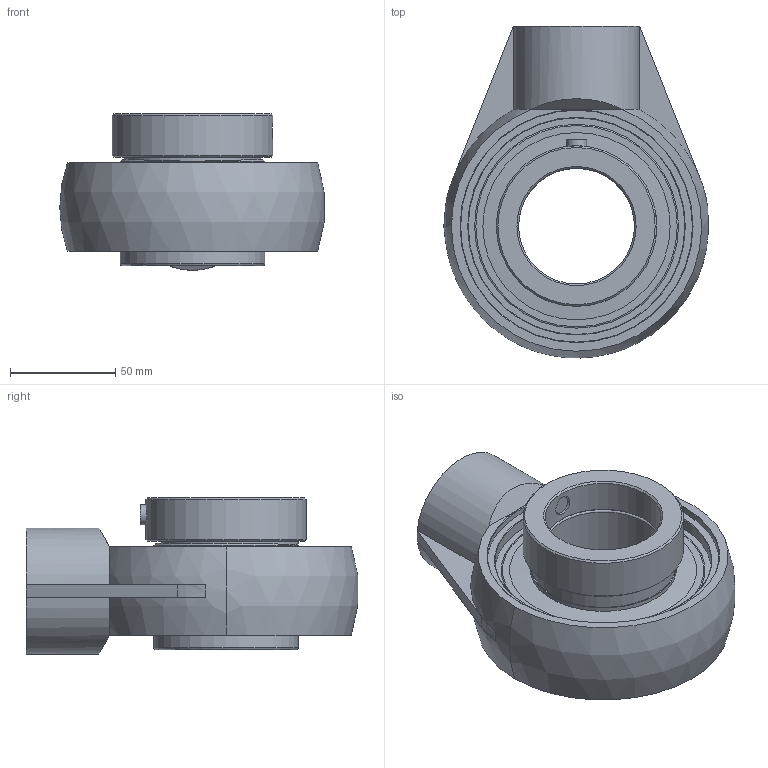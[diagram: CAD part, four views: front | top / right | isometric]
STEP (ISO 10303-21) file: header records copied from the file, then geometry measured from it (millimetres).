
FILE_DESCRIPTION(('HOOPS Exchange Step'),'2;1');
FILE_NAME('export-6FB32132-4DFB-4632-BF01-D9D54493DC85.stp','2020-05-19T16:20:38-07:00',('dkerr'),('Alibre'),'HOOPS Exchange 2020.0','Alibre','Unknown authorisation');
FILE_SCHEMA( ('AP242_MANAGED_MODEL_BASED_3D_ENGINEERING_MIM_LF {1 0 10303 442 1 1 4 }') );
Length unit declared in the file: inch
Products named in the file (8): MRN SHAM L4L 211; SHC 211 (Setscrew); SHC 211 (Ball Bearing); SHC 211 (Shield); SHC 211 (Collar); SHC 211 L4L (55mm) (Race); MRN SHC 211 L4L (55mm); MRN SHCSHAM 211 L4L (55mm)
Assembly tree (7 placements, depth 3):
  MRN SHCSHAM 211 L4L (55mm)
    MRN SHAM L4L 211
    MRN SHC 211 L4L (55mm)
      SHC 211 (Setscrew)
      SHC 211 (Ball Bearing)
      SHC 211 (Shield)
      SHC 211 (Collar)
      SHC 211 L4L (55mm) (Race)
Bounding box: 125.5 x 157.57 x 74.19 mm (x, y, z)
Volume: 408135.3 mm3; surface area: 123601.5 mm2
Topology: 17 solids, 17 shells, 114 faces, 306 edges, 209 vertices
Faces by surface type: plane 47, cylinder 28, cone 16, sphere 15, torus 8
Full cylindrical faces by diameter (mm): 9.525 x3, 31.75 x1, 55 x2, 64.973 x2, 68.58 x4, 69.596 x2, 76.2 x1, 87.884 x2, 88.9 x4, 102.825 x1, 104.825 x1, 110.1 x1
Entity records: 4617 total; most frequent: CARTESIAN_POINT 1444, DIRECTION 706, ORIENTED_EDGE 564, AXIS2_PLACEMENT_3D 305, EDGE_CURVE 282, VERTEX_POINT 209, CIRCLE 166, EDGE_LOOP 135
